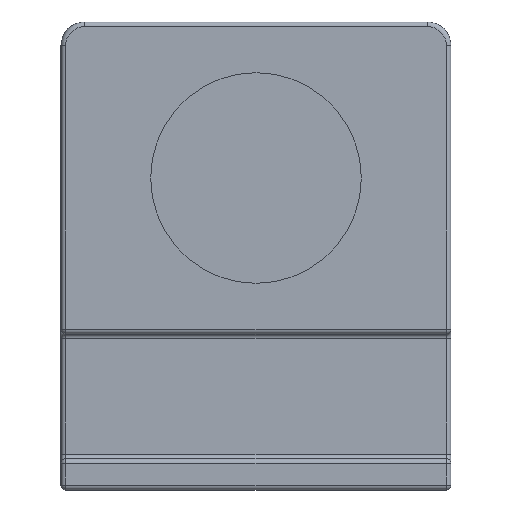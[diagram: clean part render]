
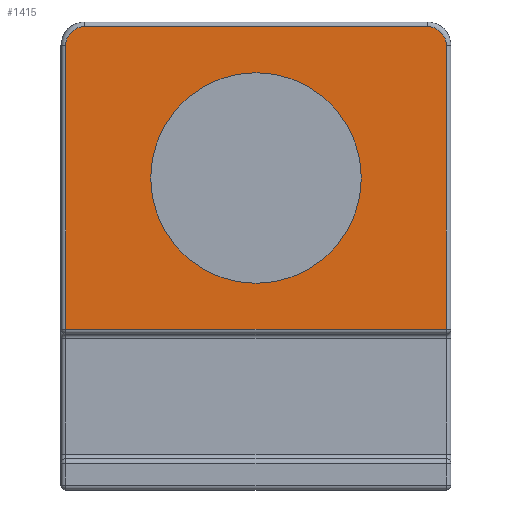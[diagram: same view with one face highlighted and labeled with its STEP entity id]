
A CAD part, left-side view. The second image highlights one B-rep face of the part: STEP entity #1415.
In plain terms, the highlighted planar face has unit normal (-1, 0, 0).
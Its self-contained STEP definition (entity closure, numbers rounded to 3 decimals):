
#163=CARTESIAN_POINT('',(-10.0,0.0,-16.75));
#164=VERTEX_POINT('',#163);
#165=CARTESIAN_POINT('',(-10.0,0.0,-10.0));
#166=DIRECTION('',(1.0,0.0,0.0));
#167=DIRECTION('',(0.0,0.0,1.0));
#168=AXIS2_PLACEMENT_3D('',#165,#166,#167);
#169=CIRCLE('',#168,6.75);
#170=EDGE_CURVE('',#164,#164,#169,.T.);
#185=CARTESIAN_POINT('',(-10.0,12.2,-19.7));
#186=VERTEX_POINT('',#185);
#262=CARTESIAN_POINT('',(-10.0,-12.2,-19.7));
#263=VERTEX_POINT('',#262);
#298=CARTESIAN_POINT('',(-10.0,-12.2,-19.7));
#299=DIRECTION('',(0.0,1.0,0.0));
#300=VECTOR('',#299,24.4);
#301=LINE('',#298,#300);
#302=EDGE_CURVE('',#263,#186,#301,.T.);
#1121=CARTESIAN_POINT('',(-10.0,-12.2,-1.5));
#1122=VERTEX_POINT('',#1121);
#1130=CARTESIAN_POINT('',(-10.0,-12.2,-1.5));
#1131=DIRECTION('',(0.0,0.0,-1.0));
#1132=VECTOR('',#1131,18.2);
#1133=LINE('',#1130,#1132);
#1134=EDGE_CURVE('',#1122,#263,#1133,.T.);
#1153=CARTESIAN_POINT('',(-10.0,-11.0,-0.3));
#1154=VERTEX_POINT('',#1153);
#1162=CARTESIAN_POINT('',(-10.0,-11.0,-1.5));
#1163=DIRECTION('',(1.,0.0,0.0));
#1164=DIRECTION('',(0.0,-0.707,0.707));
#1165=AXIS2_PLACEMENT_3D('',#1162,#1163,#1164);
#1166=CIRCLE('',#1165,1.2);
#1167=EDGE_CURVE('',#1154,#1122,#1166,.T.);
#1187=CARTESIAN_POINT('',(-10.0,11.0,-0.3));
#1188=VERTEX_POINT('',#1187);
#1196=CARTESIAN_POINT('',(-10.0,11.0,-0.3));
#1197=DIRECTION('',(0.0,-1.0,0.0));
#1198=VECTOR('',#1197,22.0);
#1199=LINE('',#1196,#1198);
#1200=EDGE_CURVE('',#1188,#1154,#1199,.T.);
#1219=CARTESIAN_POINT('',(-10.0,12.2,-1.5));
#1220=VERTEX_POINT('',#1219);
#1228=CARTESIAN_POINT('',(-10.0,11.0,-1.5));
#1229=DIRECTION('',(1.0,0.0,0.0));
#1230=DIRECTION('',(0.0,0.707,0.707));
#1231=AXIS2_PLACEMENT_3D('',#1228,#1229,#1230);
#1232=CIRCLE('',#1231,1.2);
#1233=EDGE_CURVE('',#1220,#1188,#1232,.T.);
#1259=CARTESIAN_POINT('',(-10.0,12.2,-19.7));
#1260=DIRECTION('',(0.0,0.0,1.0));
#1261=VECTOR('',#1260,18.2);
#1262=LINE('',#1259,#1261);
#1263=EDGE_CURVE('',#186,#1220,#1262,.T.);
#1399=CARTESIAN_POINT('',(-10.0,12.5,-20.0));
#1400=DIRECTION('',(-1.0,0.0,0.0));
#1401=DIRECTION('',(0.0,-1.0,0.0));
#1402=AXIS2_PLACEMENT_3D('',#1399,#1400,#1401);
#1403=PLANE('',#1402);
#1404=ORIENTED_EDGE('',*,*,#302,.F.);
#1405=ORIENTED_EDGE('',*,*,#1134,.F.);
#1406=ORIENTED_EDGE('',*,*,#1167,.F.);
#1407=ORIENTED_EDGE('',*,*,#1200,.F.);
#1408=ORIENTED_EDGE('',*,*,#1233,.F.);
#1409=ORIENTED_EDGE('',*,*,#1263,.F.);
#1410=EDGE_LOOP('',(#1404,#1405,#1406,#1407,#1408,#1409));
#1411=FACE_OUTER_BOUND('',#1410,.T.);
#1412=ORIENTED_EDGE('',*,*,#170,.T.);
#1413=EDGE_LOOP('',(#1412));
#1414=FACE_BOUND('',#1413,.T.);
#1415=ADVANCED_FACE('',(#1411,#1414),#1403,.T.);
